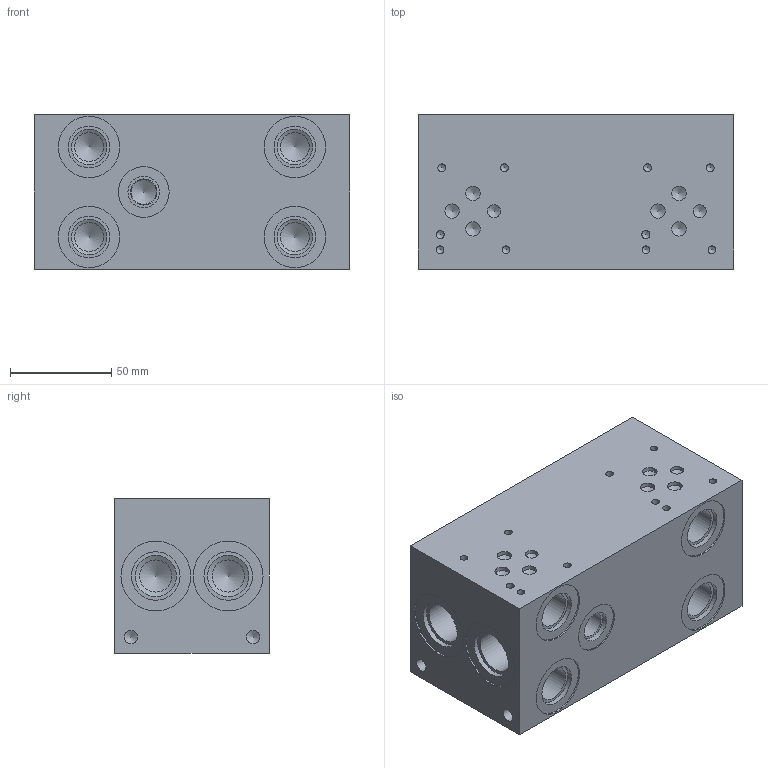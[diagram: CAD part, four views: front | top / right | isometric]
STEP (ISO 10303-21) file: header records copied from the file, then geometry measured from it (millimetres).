
FILE_DESCRIPTION((''),'2;1');
FILE_NAME('AD03P024S_CC.stp','2013-07-18T13:04:44',('juliea'),(''),'Autodesk Inventor 2012','Autodesk Inventor 2012','');
FILE_SCHEMA(('AUTOMOTIVE_DESIGN { 1 0 10303 214 1 1 1 1 }'));
Length unit declared in the file: millimetre
Products named in the file (1): AD03P024S_CC
Bounding box: 155.57 x 76.2 x 76.2 mm (x, y, z)
Volume: 804783.1 mm3; surface area: 80682 mm2
Topology: 1 solids, 1 shells, 146 faces, 301 edges, 181 vertices
Faces by surface type: cylinder 70, cone 46, plane 30
Full cylindrical faces by diameter (mm): 3.785 x8, 3.962 x2, 6.35 x2, 6.528 x4, 7.137 x6, 12.294 x1, 12.9 x1, 14.3 x6, 15.596 x1, 15.875 x4, 15.9 x2, 17.501 x4, 20.447 x4, 20.599 x4, 20.625 x2, 23.901 x4, 24.003 x2, 25.019 x1, 30.175 x2, 30.251 x4, 34.417 x4, 41.275 x2
Entity records: 2982 total; most frequent: DIRECTION 586, CARTESIAN_POINT 447, ORIENTED_EDGE 304, AXIS2_PLACEMENT_3D 287, EDGE_LOOP 286, EDGE_CURVE 152, VERTEX_POINT 148, FACE_OUTER_BOUND 146
